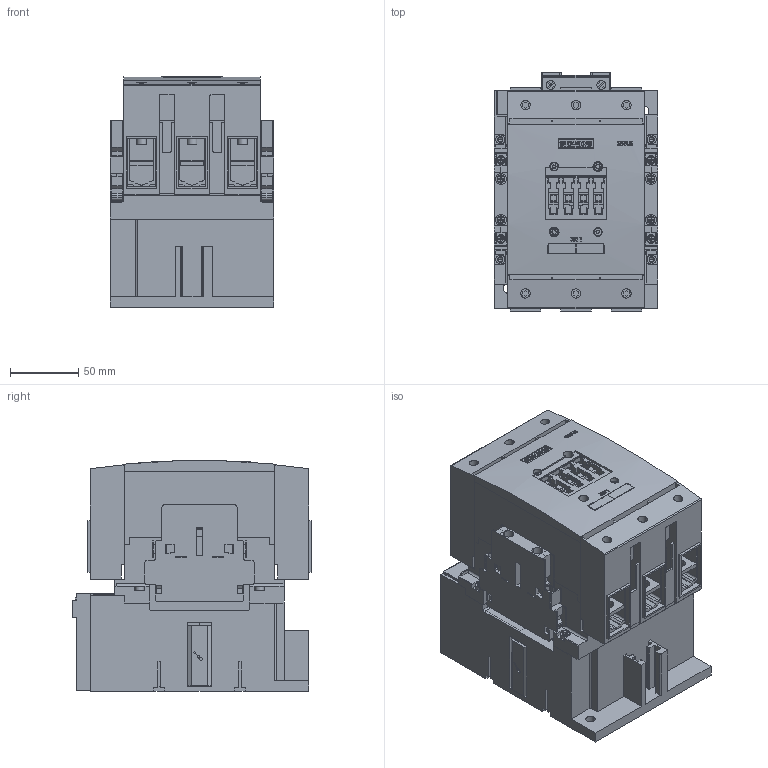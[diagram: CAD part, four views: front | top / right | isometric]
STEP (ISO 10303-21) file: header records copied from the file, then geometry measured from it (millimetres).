
FILE_DESCRIPTION(('STEP AP214'),'1');
FILE_NAME('cctmp_E06036D5-A034-4284-AFAF-2D10BEF74161_2023_07_24_18_47_46_0508..stp','2023-07-24T16:47:50',('SIEMENS A&D'),('CADClick - www.CADClick.com'),'Spatial InterOp 3D postprocessed',' ','unknown authorization');
FILE_SCHEMA(('AUTOMOTIVE_DESIGN'));
Length unit declared in the file: millimetre
Products named in the file (1): 2023_07_24_18_47_46_0415
Bounding box: 120 x 175 x 169.3 mm (x, y, z)
Volume: 2220324.3 mm3; surface area: 322060.5 mm2
Topology: 1 solids, 13 shells, 3301 faces, 9672 edges, 6341 vertices
Faces by surface type: plane 2295, cylinder 840, cone 90, torus 72, sphere 4
Entity records: 123016 total; most frequent: CARTESIAN_POINT 23723, ORIENTED_EDGE 19288, DIRECTION 18091, EDGE_CURVE 9644, LINE 7153, VECTOR 7153, VERTEX_POINT 6341, AXIS2_PLACEMENT_3D 5469
